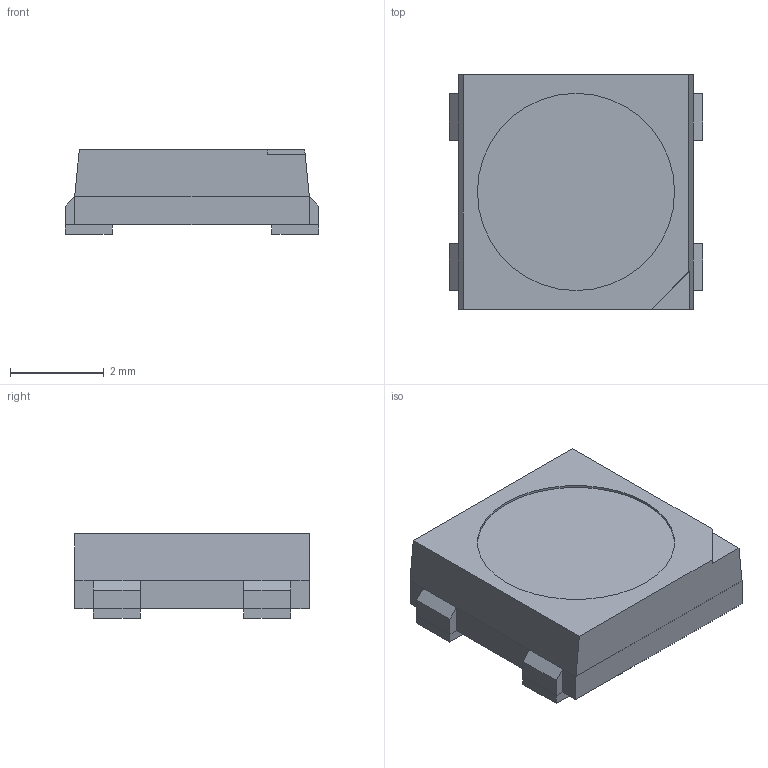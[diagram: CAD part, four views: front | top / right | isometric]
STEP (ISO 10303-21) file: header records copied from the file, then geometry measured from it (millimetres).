
FILE_DESCRIPTION(('FreeCAD Model'),'2;1');
FILE_NAME('Open CASCADE Shape Model','2021-06-28T20:00:09',('Author'),( ''),'Open CASCADE STEP processor 7.4','FreeCAD','Unknown');
FILE_SCHEMA(('AUTOMOTIVE_DESIGN { 1 0 10303 214 1 1 1 1 }'));
Length unit declared in the file: millimetre
Products named in the file (1): Pocket002
Bounding box: 5.4 x 5 x 1.8 mm (x, y, z)
Volume: 40 mm3; surface area: 86.6 mm2
Topology: 1 solids, 1 shells, 54 faces, 125 edges, 74 vertices
Faces by surface type: plane 51, bspline 2, cylinder 1
Full cylindrical faces by diameter (mm): 4.2 x1
Entity records: 1614 total; most frequent: CARTESIAN_POINT 269, ORIENTED_EDGE 250, DIRECTION 227, EDGE_CURVE 125, LINE 117, VECTOR 117, VERTEX_POINT 74, AXIS2_PLACEMENT_3D 55
